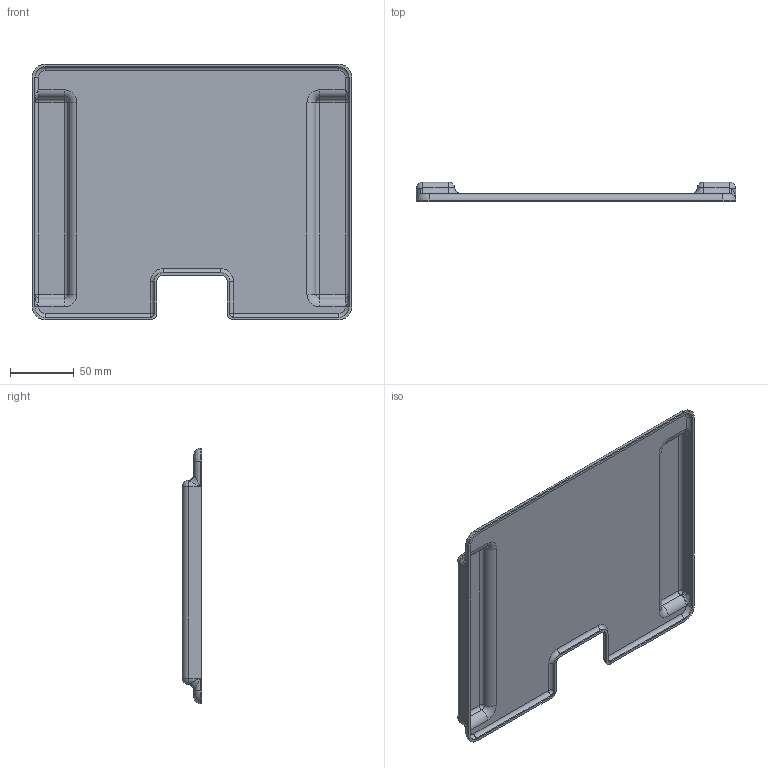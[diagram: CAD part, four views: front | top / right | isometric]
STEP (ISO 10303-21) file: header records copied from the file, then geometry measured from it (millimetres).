
FILE_DESCRIPTION(/* description */ (''),/* implementation_level */ '2;1');
FILE_NAME(/* name */ 'Back.step',/* time_stamp */ '2018-06-11T11:30:25+01:00',/* author */ (''),/* organization */ (''),/* preprocessor_version */ 'ST-DEVELOPER v17',/* originating_system */ 'Autodesk Translation Framework v7.1.0.215',/* authorisation */ '');
FILE_SCHEMA (('AUTOMOTIVE_DESIGN { 1 0 10303 214 3 1 1 }'));
Length unit declared in the file: millimetre
Products named in the file (1): Back
Bounding box: 250 x 15 x 200 mm (x, y, z)
Volume: 109905.9 mm3; surface area: 111791.2 mm2
Topology: 1 solids, 1 shells, 151 faces, 344 edges, 188 vertices
Faces by surface type: cylinder 72, plane 23, bspline 20, sphere 20, torus 16
Entity records: 4731 total; most frequent: CARTESIAN_POINT 1368, DIRECTION 748, ORIENTED_EDGE 672, EDGE_CURVE 336, AXIS2_PLACEMENT_3D 304, VERTEX_POINT 188, CIRCLE 164, EDGE_LOOP 152
